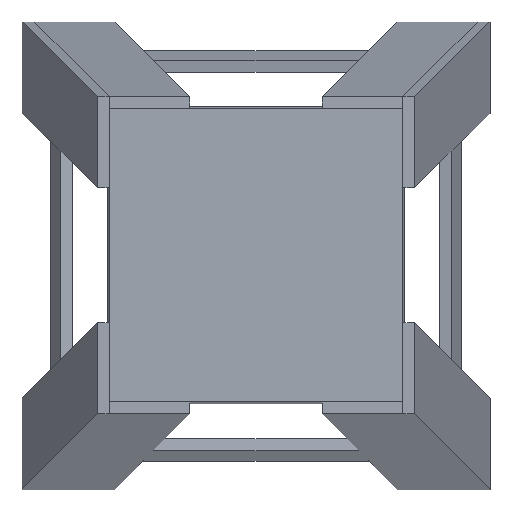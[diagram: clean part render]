
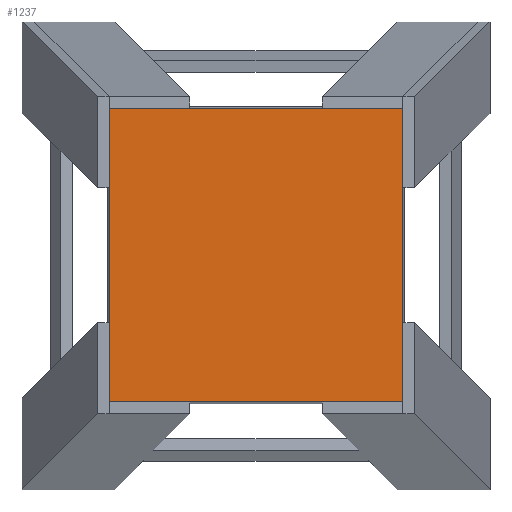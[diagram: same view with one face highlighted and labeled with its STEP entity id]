
A CAD part, top view. The second image highlights one B-rep face of the part: STEP entity #1237.
In plain terms, the highlighted planar face has unit normal (0, 0, 1).
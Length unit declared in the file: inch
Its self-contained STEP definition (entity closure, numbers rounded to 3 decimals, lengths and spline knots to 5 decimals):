
#119=FACE_OUTER_BOUND('',#197,.T.);
#197=EDGE_LOOP('',(#859,#860,#861,#862));
#272=LINE('',#1946,#428);
#276=LINE('',#1954,#432);
#279=LINE('',#1960,#435);
#281=LINE('',#1963,#437);
#428=VECTOR('',#1580,0.3937);
#432=VECTOR('',#1586,0.3937);
#435=VECTOR('',#1591,0.3937);
#437=VECTOR('',#1595,0.3937);
#584=VERTEX_POINT('',#1943);
#585=VERTEX_POINT('',#1945);
#588=VERTEX_POINT('',#1952);
#590=VERTEX_POINT('',#1958);
#688=EDGE_CURVE('',#585,#584,#272,.T.);
#692=EDGE_CURVE('',#584,#588,#276,.T.);
#695=EDGE_CURVE('',#588,#590,#279,.T.);
#697=EDGE_CURVE('',#590,#585,#281,.T.);
#859=ORIENTED_EDGE('',*,*,#688,.T.);
#860=ORIENTED_EDGE('',*,*,#692,.T.);
#861=ORIENTED_EDGE('',*,*,#695,.T.);
#862=ORIENTED_EDGE('',*,*,#697,.T.);
#1159=PLANE('',#1474);
#1237=ADVANCED_FACE('',(#119),#1159,.T.);
#1474=AXIS2_PLACEMENT_3D('',#1965,#1597,#1598);
#1580=DIRECTION('',(1.,0.,0.));
#1586=DIRECTION('',(0.,1.,0.));
#1591=DIRECTION('',(-1.,0.,0.));
#1595=DIRECTION('',(0.,-1.,0.));
#1597=DIRECTION('center_axis',(0.,0.,1.));
#1598=DIRECTION('ref_axis',(1.,0.,0.));
#1943=CARTESIAN_POINT('',(9.25,-9.25,0.75));
#1945=CARTESIAN_POINT('',(-9.25,-9.25,0.75));
#1946=CARTESIAN_POINT('',(9.25,-9.25,0.75));
#1952=CARTESIAN_POINT('',(9.25,9.25,0.75));
#1954=CARTESIAN_POINT('',(9.25,9.25,0.75));
#1958=CARTESIAN_POINT('',(-9.25,9.25,0.75));
#1960=CARTESIAN_POINT('',(-9.25,9.25,0.75));
#1963=CARTESIAN_POINT('',(-9.25,-9.25,0.75));
#1965=CARTESIAN_POINT('Origin',(0.,0.,0.75));
